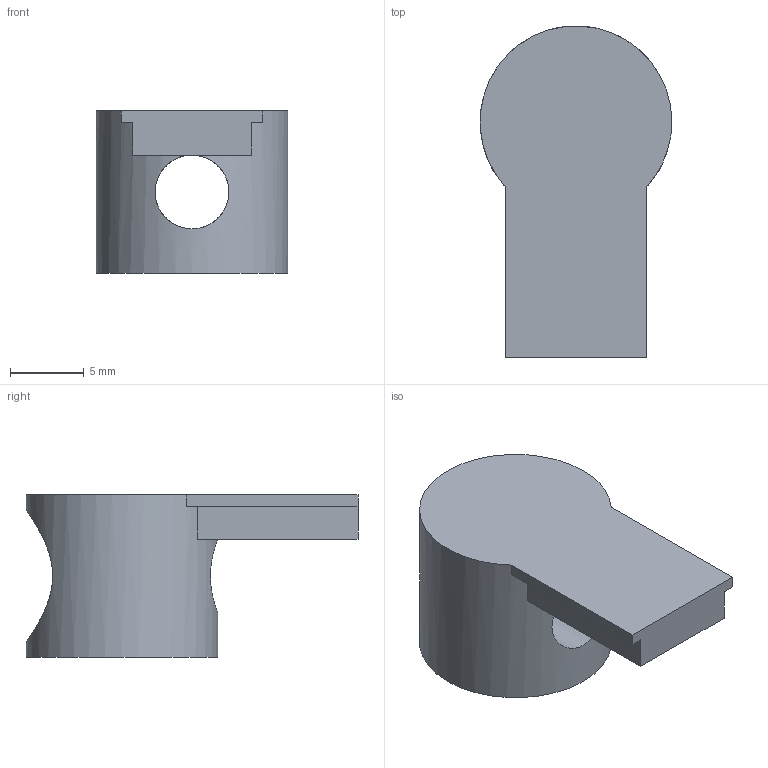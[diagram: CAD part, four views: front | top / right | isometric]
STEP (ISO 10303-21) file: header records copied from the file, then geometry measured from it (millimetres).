
FILE_DESCRIPTION(/* description */ ('Connessione laterale serie 30'),/* implementation_level */ '2;1');
FILE_NAME(/* name */ 'PCB30-08.stp',/* time_stamp */ '2022-06-18T10:34:21+02:00',/* author */ ('USER'),/* organization */ ('Microsoft'),/* preprocessor_version */ 'ST-DEVELOPER v18.1',/* originating_system */ 'Autodesk Inventor 2021',/* authorisation */ '');
FILE_SCHEMA (('AUTOMOTIVE_DESIGN { 1 0 10303 214 3 1 1 }'));
Length unit declared in the file: millimetre
Products named in the file (1): PCB30-08
Bounding box: 13 x 22.5 x 11 mm (x, y, z)
Volume: 1090.8 mm3; surface area: 1218.3 mm2
Topology: 1 solids, 1 shells, 14 faces, 37 edges, 24 vertices
Faces by surface type: plane 11, cylinder 3
Full cylindrical faces by diameter (mm): 5 x1, 9 x1, 13 x1
Entity records: 527 total; most frequent: CARTESIAN_POINT 141, DIRECTION 71, ORIENTED_EDGE 70, EDGE_CURVE 35, AXIS2_PLACEMENT_3D 24, LINE 23, VECTOR 23, VERTEX_POINT 23
